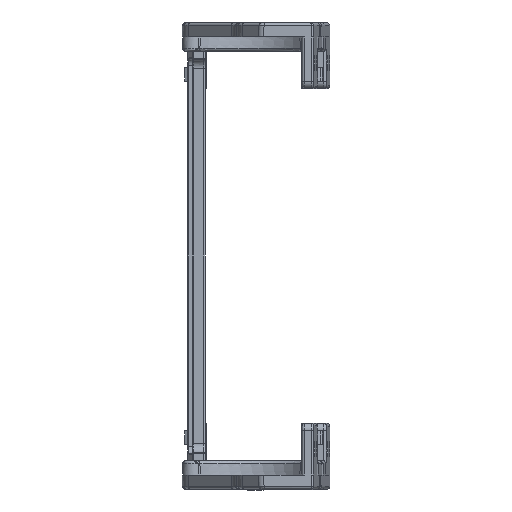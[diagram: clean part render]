
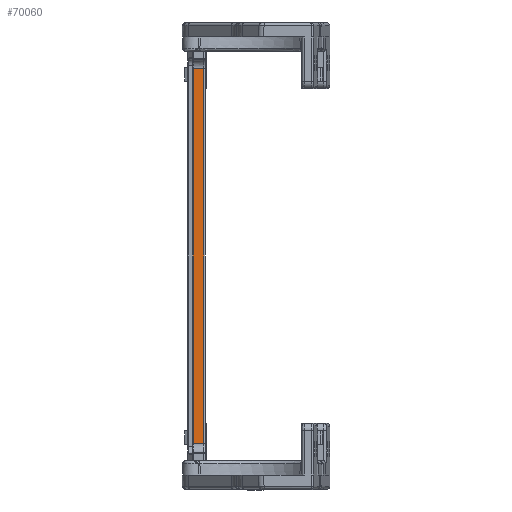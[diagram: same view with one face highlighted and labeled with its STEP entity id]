
A CAD part, left-side view. The second image highlights one B-rep face of the part: STEP entity #70060.
In plain terms, the highlighted planar face has unit normal (-1, 0, 0).
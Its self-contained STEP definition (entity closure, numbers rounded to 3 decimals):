
#2824 = LINE ( 'NONE', #19003, #4008 ) ;
#4008 = VECTOR ( 'NONE', #5610, 1000. ) ;
#5610 = DIRECTION ( 'NONE',  ( 0., 1., 0. ) ) ;
#6137 = EDGE_CURVE ( 'NONE', #39736, #37262, #61178, .T. ) ;
#7647 = EDGE_CURVE ( 'NONE', #52146, #37262, #45464, .T. ) ;
#16136 = LINE ( 'NONE', #47945, #86700 ) ;
#18099 = PLANE ( 'NONE',  #34565 ) ;
#19003 = CARTESIAN_POINT ( 'NONE',  ( -141.824, 98.254, 165.847 ) ) ;
#19218 = EDGE_LOOP ( 'NONE', ( #72423, #33902, #44481, #78851 ) ) ;
#21668 = CARTESIAN_POINT ( 'NONE',  ( -141.824, 193.216, 165.847 ) ) ;
#28400 = DIRECTION ( 'NONE',  ( 0., 1., 0. ) ) ;
#32243 = DIRECTION ( 'NONE',  ( -1., 0., 0. ) ) ;
#33902 = ORIENTED_EDGE ( 'NONE', *, *, #7647, .F. ) ;
#34565 = AXIS2_PLACEMENT_3D ( 'NONE', #90073, #32243, #46888 ) ;
#37262 = VERTEX_POINT ( 'NONE', #77168 ) ;
#39736 = VERTEX_POINT ( 'NONE', #51779 ) ;
#40602 = CARTESIAN_POINT ( 'NONE',  ( -141.824, 197.704, 72.297 ) ) ;
#42048 = VERTEX_POINT ( 'NONE', #21668 ) ;
#44481 = ORIENTED_EDGE ( 'NONE', *, *, #88182, .T. ) ;
#45464 = LINE ( 'NONE', #47755, #46545 ) ;
#46545 = VECTOR ( 'NONE', #28400, 1000. ) ;
#46888 = DIRECTION ( 'NONE',  ( 0., 0., 1. ) ) ;
#47755 = CARTESIAN_POINT ( 'NONE',  ( -141.824, 98.254, 6.147 ) ) ;
#47945 = CARTESIAN_POINT ( 'NONE',  ( -141.824, 193.216, 166.647 ) ) ;
#51779 = CARTESIAN_POINT ( 'NONE',  ( -141.824, 197.704, 165.847 ) ) ;
#52146 = VERTEX_POINT ( 'NONE', #72056 ) ;
#54493 = EDGE_CURVE ( 'NONE', #42048, #39736, #2824, .T. ) ;
#61178 = LINE ( 'NONE', #40602, #67859 ) ;
#67859 = VECTOR ( 'NONE', #84407, 1000. ) ;
#70060 = ADVANCED_FACE ( 'NONE', ( #72820 ), #18099, .T. ) ;
#72056 = CARTESIAN_POINT ( 'NONE',  ( -141.824, 193.216, 6.147 ) ) ;
#72423 = ORIENTED_EDGE ( 'NONE', *, *, #6137, .T. ) ;
#72820 = FACE_OUTER_BOUND ( 'NONE', #19218, .T. ) ;
#77168 = CARTESIAN_POINT ( 'NONE',  ( -141.824, 197.704, 6.147 ) ) ;
#78851 = ORIENTED_EDGE ( 'NONE', *, *, #54493, .T. ) ;
#82062 = DIRECTION ( 'NONE',  ( 0., 0., 1. ) ) ;
#84407 = DIRECTION ( 'NONE',  ( 0., 0., -1. ) ) ;
#86700 = VECTOR ( 'NONE', #82062, 1000. ) ;
#88182 = EDGE_CURVE ( 'NONE', #52146, #42048, #16136, .T. ) ;
#90073 = CARTESIAN_POINT ( 'NONE',  ( -141.824, 98.254, 72.297 ) ) ;
